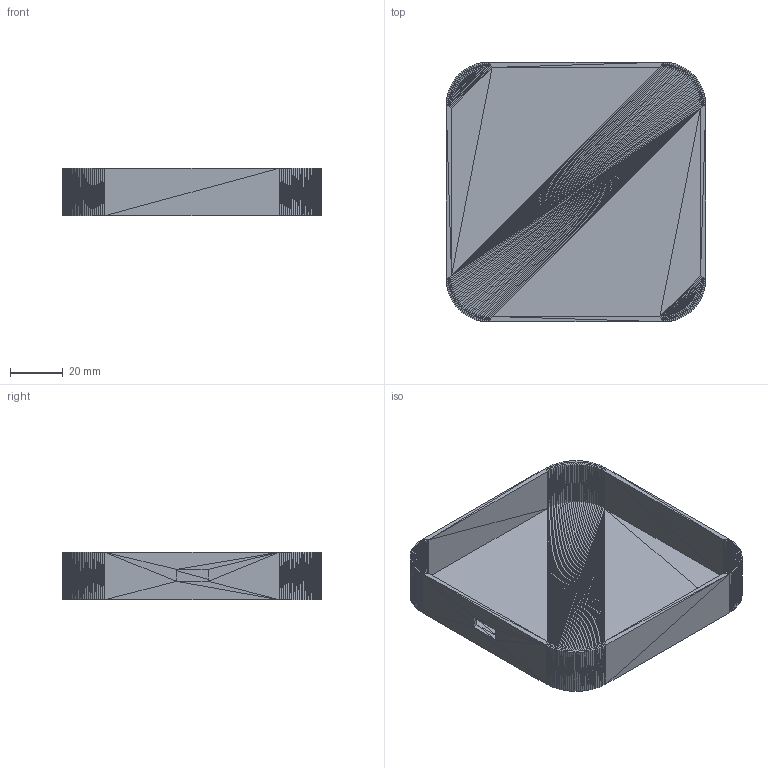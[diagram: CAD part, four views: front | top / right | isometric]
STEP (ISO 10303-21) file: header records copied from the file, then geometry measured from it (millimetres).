
FILE_DESCRIPTION((''),'2;1');
FILE_NAME('Exquisite Trug (1)', '2026-02-22T15:49:58', (''), (''), 'ImageToStl.com STEP Converter','', '');
FILE_SCHEMA(('AUTOMOTIVE_DESIGN_CC2'));
Length unit declared in the file: metre
Products named in the file (1): product0
Bounding box: 98 x 98 x 18 mm (x, y, z)
Surface area: 31291.1 mm2 (no closed solid volume)
Topology: 0 solids, 1072 shells, 1072 faces, 3216 edges, 536 vertices
Faces by surface type: plane 1072
Entity records: 24684 total; most frequent: DIRECTION 5362, ORIENTED_EDGE 3216, EDGE_CURVE 3216, LINE 3216, VECTOR 3216, AXIS2_PLACEMENT_3D 1073, FACE_SURFACE 1072, PLANE 1072
